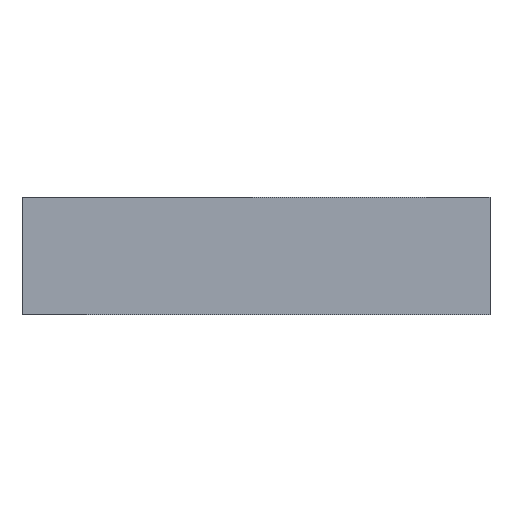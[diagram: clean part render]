
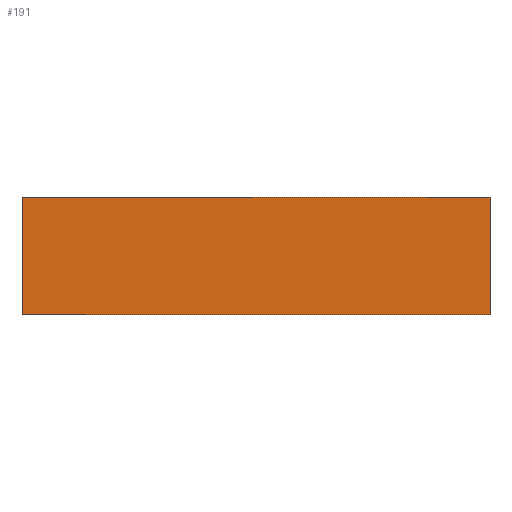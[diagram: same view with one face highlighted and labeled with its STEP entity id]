
A CAD part, front view. The second image highlights one B-rep face of the part: STEP entity #191.
In plain terms, the highlighted planar face has unit normal (0, -1, 0).
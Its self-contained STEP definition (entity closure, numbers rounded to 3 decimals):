
#23=FACE_OUTER_BOUND('',#33,.T.);
#33=EDGE_LOOP('',(#151,#152,#153,#154));
#57=LINE('',#304,#81);
#58=LINE('',#307,#82);
#59=LINE('',#309,#83);
#60=LINE('',#310,#84);
#81=VECTOR('',#251,10.);
#82=VECTOR('',#254,10.);
#83=VECTOR('',#255,10.);
#84=VECTOR('',#256,10.);
#99=VERTEX_POINT('',#300);
#100=VERTEX_POINT('',#302);
#101=VERTEX_POINT('',#306);
#102=VERTEX_POINT('',#308);
#121=EDGE_CURVE('',#99,#100,#57,.T.);
#122=EDGE_CURVE('',#101,#99,#58,.T.);
#123=EDGE_CURVE('',#102,#100,#59,.T.);
#124=EDGE_CURVE('',#101,#102,#60,.T.);
#151=ORIENTED_EDGE('',*,*,#122,.T.);
#152=ORIENTED_EDGE('',*,*,#121,.T.);
#153=ORIENTED_EDGE('',*,*,#123,.F.);
#154=ORIENTED_EDGE('',*,*,#124,.F.);
#181=PLANE('',#215);
#191=ADVANCED_FACE('',(#23),#181,.T.);
#215=AXIS2_PLACEMENT_3D('',#305,#252,#253);
#251=DIRECTION('',(0.,0.,1.));
#252=DIRECTION('center_axis',(0.,-1.,0.));
#253=DIRECTION('ref_axis',(1.,0.,0.));
#254=DIRECTION('',(1.,0.,0.));
#255=DIRECTION('',(1.,0.,0.));
#256=DIRECTION('',(0.,0.,1.));
#300=CARTESIAN_POINT('',(60.,-297.942,3.175));
#302=CARTESIAN_POINT('',(60.,-297.942,18.175));
#304=CARTESIAN_POINT('',(60.,-297.942,3.175));
#305=CARTESIAN_POINT('Origin',(0.,-297.942,3.175));
#306=CARTESIAN_POINT('',(0.,-297.942,3.175));
#307=CARTESIAN_POINT('',(0.,-297.942,3.175));
#308=CARTESIAN_POINT('',(0.,-297.942,18.175));
#309=CARTESIAN_POINT('',(0.,-297.942,18.175));
#310=CARTESIAN_POINT('',(0.,-297.942,3.175));
